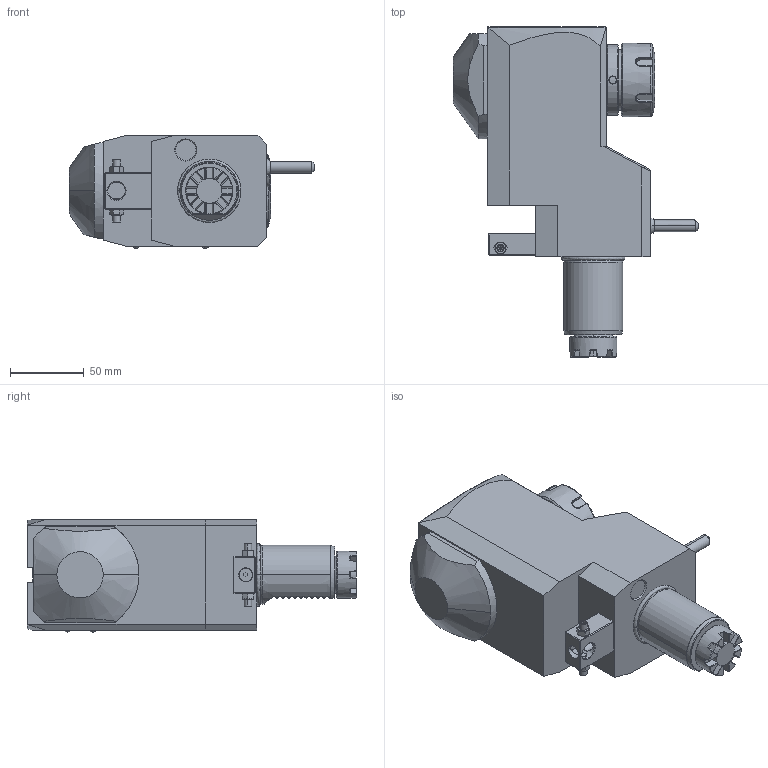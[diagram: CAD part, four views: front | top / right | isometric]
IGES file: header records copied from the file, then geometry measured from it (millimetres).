
Start section:  PTC IGES file: ngt1_40_441_32_2_1_120.igs
Global section: file name: ngt1_40_441_32_2_1_120.igs; native system: Pro/ENGINEER by Parametric Technology Corporation; preprocessor: 2010280; author: vali; organization: Unknown; date: 20170313.082638; units: millimetre
Bounding box: 166.5 x 224 x 76.6 mm (x, y, z)
Volume: 1201207.6 mm3; surface area: 89432.1 mm2
Topology: 1 solids, 1 shells, 500 faces, 1305 edges, 820 vertices
Faces by surface type: bspline 297, revolution 201, extrusion 2
